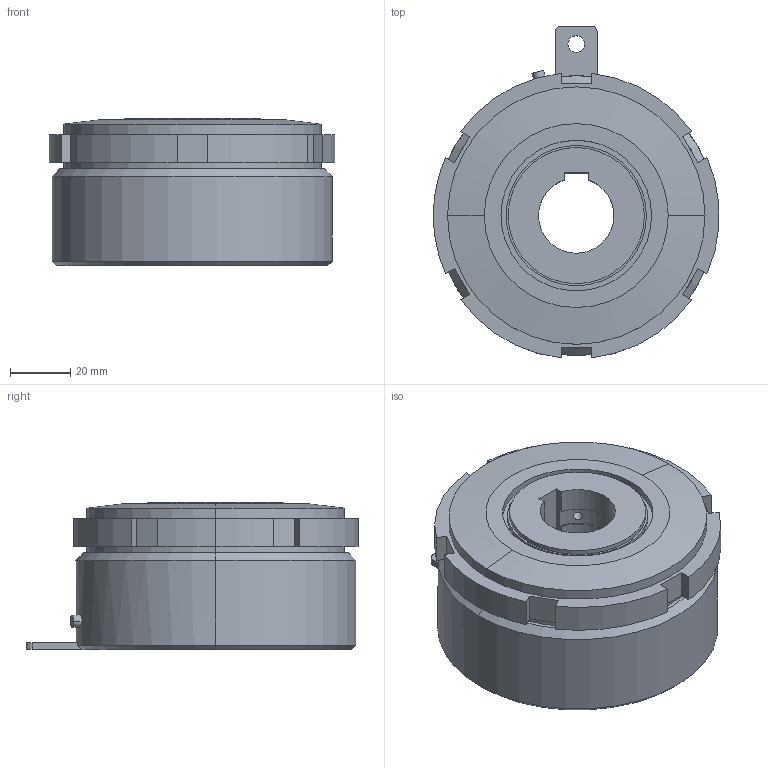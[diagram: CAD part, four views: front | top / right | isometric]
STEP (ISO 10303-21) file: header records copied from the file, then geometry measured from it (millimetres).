
FILE_DESCRIPTION (( 'STEP AP203' ), '1' );
FILE_NAME ('MWC 2.5_231549（１体用）.STEP', '2016-03-04T05:51:10', ( ' ' ), ( '' ), 'SwSTEP 2.0', 'SolidWorks 2009', '' );
FILE_SCHEMA (( 'CONFIG_CONTROL_DESIGN' ));
Length unit declared in the file: millimetre
Products named in the file (1): MWC 2.5_231549（１体用）
Bounding box: 94.83 x 110.24 x 49 mm (x, y, z)
Volume: 291439.8 mm3; surface area: 35560.1 mm2
Topology: 1 solids, 2 shells, 126 faces, 306 edges, 201 vertices
Faces by surface type: cylinder 71, plane 46, cone 7, sphere 2
Entity records: 4334 total; most frequent: CARTESIAN_POINT 1222, DIRECTION 649, ORIENTED_EDGE 612, EDGE_CURVE 306, AXIS2_PLACEMENT_3D 244, VERTEX_POINT 201, VECTOR 161, LINE 161
